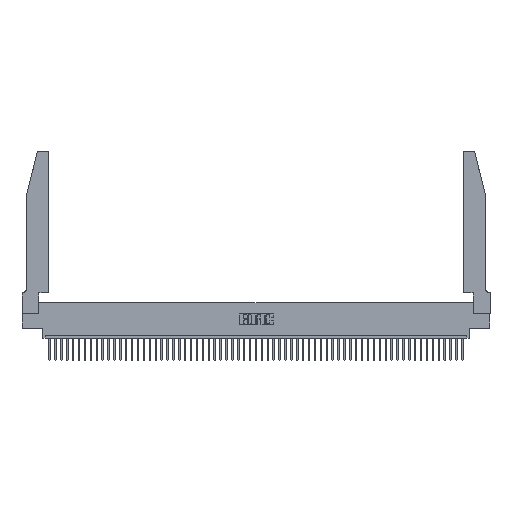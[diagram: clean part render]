
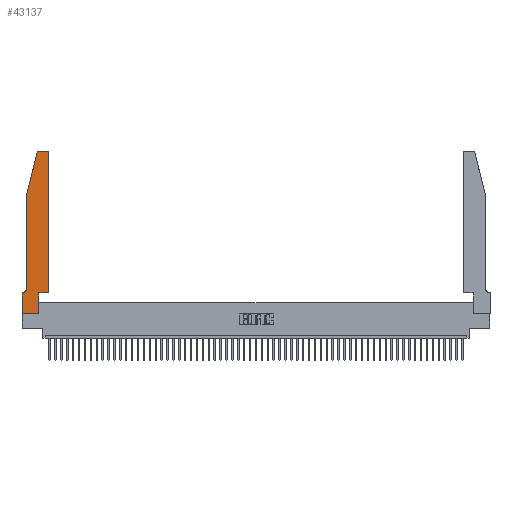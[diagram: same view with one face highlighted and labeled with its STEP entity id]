
A CAD part, top view. The second image highlights one B-rep face of the part: STEP entity #43137.
In plain terms, the highlighted planar face has unit normal (0, 0, 1).
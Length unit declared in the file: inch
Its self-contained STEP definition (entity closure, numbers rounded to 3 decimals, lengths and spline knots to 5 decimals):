
#157 = DIRECTION ( 'NONE',  ( 0., 0., 1. ) ) ;
#1031 = CARTESIAN_POINT ( 'NONE',  ( 0.4505, 2.72, 0.37 ) ) ;
#1781 = EDGE_CURVE ( 'NONE', #25104, #25968, #48966, .T. ) ;
#1818 = ORIENTED_EDGE ( 'NONE', *, *, #42617, .T. ) ;
#2085 = CIRCLE ( 'NONE', #52658, 0.03 ) ;
#2210 = VECTOR ( 'NONE', #25606, 39.37008 ) ;
#2362 = ORIENTED_EDGE ( 'NONE', *, *, #16863, .T. ) ;
#3189 = DIRECTION ( 'NONE',  ( 1., 0., 0. ) ) ;
#4669 = DIRECTION ( 'NONE',  ( 1., 0., 0. ) ) ;
#4869 = AXIS2_PLACEMENT_3D ( 'NONE', #53991, #25304, #4669 ) ;
#6321 = VECTOR ( 'NONE', #41370, 39.37008 ) ;
#6752 = DIRECTION ( 'NONE',  ( 1., 0., 0. ) ) ;
#6920 = CARTESIAN_POINT ( 'NONE',  ( 0., 0.35, 0.37 ) ) ;
#7165 = ORIENTED_EDGE ( 'NONE', *, *, #53456, .T. ) ;
#7475 = VECTOR ( 'NONE', #25818, 39.37008 ) ;
#7766 = LINE ( 'NONE', #53480, #6321 ) ;
#9271 = EDGE_CURVE ( 'NONE', #25968, #29637, #22270, .T. ) ;
#9459 = EDGE_CURVE ( 'NONE', #19159, #19282, #24379, .T. ) ;
#10622 = CARTESIAN_POINT ( 'NONE',  ( 0.2865, 0., 0.37 ) ) ;
#10636 = CARTESIAN_POINT ( 'NONE',  ( 0.0055, 0.42, 0.37 ) ) ;
#10689 = VECTOR ( 'NONE', #52059, 39.37008 ) ;
#10919 = CARTESIAN_POINT ( 'NONE',  ( 0.0755, 0.35, 0.37 ) ) ;
#12599 = EDGE_CURVE ( 'NONE', #20982, #24295, #26470, .T. ) ;
#12699 = LINE ( 'NONE', #50957, #47422 ) ;
#13162 = VECTOR ( 'NONE', #20874, 39.37008 ) ;
#14659 = CARTESIAN_POINT ( 'NONE',  ( 0.0055, 0.35, 0.37 ) ) ;
#14842 = DIRECTION ( 'NONE',  ( 0., 0., -1. ) ) ;
#15094 = DIRECTION ( 'NONE',  ( -1., 0., 0. ) ) ;
#16863 = EDGE_CURVE ( 'NONE', #36903, #20542, #7766, .T. ) ;
#17583 = EDGE_CURVE ( 'NONE', #20542, #25104, #27837, .T. ) ;
#18343 = VERTEX_POINT ( 'NONE', #28030 ) ;
#19159 = VERTEX_POINT ( 'NONE', #44320 ) ;
#19282 = VERTEX_POINT ( 'NONE', #40732 ) ;
#20461 = CARTESIAN_POINT ( 'NONE',  ( 0.2865, 0.35, 0.37 ) ) ;
#20542 = VERTEX_POINT ( 'NONE', #39635 ) ;
#20874 = DIRECTION ( 'NONE',  ( -0.239, -0.971, 0. ) ) ;
#20982 = VERTEX_POINT ( 'NONE', #36568 ) ;
#22270 = LINE ( 'NONE', #43595, #53976 ) ;
#22609 = VECTOR ( 'NONE', #15094, 39.37008 ) ;
#23292 = ORIENTED_EDGE ( 'NONE', *, *, #9271, .T. ) ;
#24077 = LINE ( 'NONE', #10919, #22609 ) ;
#24224 = CARTESIAN_POINT ( 'NONE',  ( 0.0755, 2., 0.37 ) ) ;
#24295 = VERTEX_POINT ( 'NONE', #14659 ) ;
#24379 = LINE ( 'NONE', #54178, #13162 ) ;
#25104 = VERTEX_POINT ( 'NONE', #10622 ) ;
#25159 = ORIENTED_EDGE ( 'NONE', *, *, #12599, .T. ) ;
#25304 = DIRECTION ( 'NONE',  ( 0., 0., 1. ) ) ;
#25606 = DIRECTION ( 'NONE',  ( 0., -1., 0. ) ) ;
#25614 = CIRCLE ( 'NONE', #4869, 0.03 ) ;
#25818 = DIRECTION ( 'NONE',  ( 0., 1., 0. ) ) ;
#25968 = VERTEX_POINT ( 'NONE', #20461 ) ;
#26470 = CIRCLE ( 'NONE', #35620, 0.07 ) ;
#27675 = CARTESIAN_POINT ( 'NONE',  ( 0.284, 2.75, 0.37 ) ) ;
#27837 = LINE ( 'NONE', #52093, #43519 ) ;
#27921 = DIRECTION ( 'NONE',  ( 1., 0., 0. ) ) ;
#28030 = CARTESIAN_POINT ( 'NONE',  ( 0.4205, 2.75, 0.37 ) ) ;
#28416 = DIRECTION ( 'NONE',  ( 0., 0., 1. ) ) ;
#29637 = VERTEX_POINT ( 'NONE', #32263 ) ;
#30078 = ORIENTED_EDGE ( 'NONE', *, *, #52974, .T. ) ;
#30404 = CARTESIAN_POINT ( 'NONE',  ( 0.4505, 0.35, 0.37 ) ) ;
#30927 = EDGE_CURVE ( 'NONE', #24295, #36903, #24077, .T. ) ;
#31271 = AXIS2_PLACEMENT_3D ( 'NONE', #6920, #28416, #3189 ) ;
#31600 = ORIENTED_EDGE ( 'NONE', *, *, #30927, .T. ) ;
#31681 = EDGE_CURVE ( 'NONE', #19282, #20982, #48266, .T. ) ;
#32263 = CARTESIAN_POINT ( 'NONE',  ( 0.4505, 0.35, 0.37 ) ) ;
#32999 = ORIENTED_EDGE ( 'NONE', *, *, #9459, .T. ) ;
#33872 = VERTEX_POINT ( 'NONE', #1031 ) ;
#33972 = CARTESIAN_POINT ( 'NONE',  ( 0.284, 2.72, 0.37 ) ) ;
#34215 = DIRECTION ( 'NONE',  ( -1., 0., 0. ) ) ;
#34600 = ORIENTED_EDGE ( 'NONE', *, *, #17583, .T. ) ;
#35620 = AXIS2_PLACEMENT_3D ( 'NONE', #10636, #14842, #44285 ) ;
#36568 = CARTESIAN_POINT ( 'NONE',  ( 0.0755, 0.42, 0.37 ) ) ;
#36903 = VERTEX_POINT ( 'NONE', #49344 ) ;
#37634 = EDGE_CURVE ( 'NONE', #29637, #33872, #48840, .T. ) ;
#38363 = DIRECTION ( 'NONE',  ( 1., 0., 0. ) ) ;
#39571 = FACE_OUTER_BOUND ( 'NONE', #43032, .T. ) ;
#39635 = CARTESIAN_POINT ( 'NONE',  ( 0., 0., 0.37 ) ) ;
#40732 = CARTESIAN_POINT ( 'NONE',  ( 0.0755, 2., 0.37 ) ) ;
#41370 = DIRECTION ( 'NONE',  ( 0., -1., 0. ) ) ;
#42617 = EDGE_CURVE ( 'NONE', #33872, #18343, #25614, .T. ) ;
#43032 = EDGE_LOOP ( 'NONE', ( #7165, #30078, #32999, #53152, #25159, #31600, #2362, #34600, #53902, #23292, #44959, #1818 ) ) ;
#43137 = ADVANCED_FACE ( 'NONE', ( #39571 ), #48961, .T. ) ;
#43519 = VECTOR ( 'NONE', #27921, 39.37008 ) ;
#43595 = CARTESIAN_POINT ( 'NONE',  ( 0.4505, 0.35, 0.37 ) ) ;
#44285 = DIRECTION ( 'NONE',  ( -1., 0., 0. ) ) ;
#44320 = CARTESIAN_POINT ( 'NONE',  ( 0.25487, 2.72718, 0.37 ) ) ;
#44959 = ORIENTED_EDGE ( 'NONE', *, *, #37634, .T. ) ;
#46394 = VERTEX_POINT ( 'NONE', #27675 ) ;
#47422 = VECTOR ( 'NONE', #34215, 39.37008 ) ;
#48266 = LINE ( 'NONE', #24224, #2210 ) ;
#48840 = LINE ( 'NONE', #30404, #10689 ) ;
#48961 = PLANE ( 'NONE',  #31271 ) ;
#48966 = LINE ( 'NONE', #51002, #7475 ) ;
#49344 = CARTESIAN_POINT ( 'NONE',  ( 0., 0.35, 0.37 ) ) ;
#50957 = CARTESIAN_POINT ( 'NONE',  ( 0.2605, 2.75, 0.37 ) ) ;
#51002 = CARTESIAN_POINT ( 'NONE',  ( 0.2865, 0.35, 0.37 ) ) ;
#52059 = DIRECTION ( 'NONE',  ( 0., 1., 0. ) ) ;
#52093 = CARTESIAN_POINT ( 'NONE',  ( 0., 0., 0.37 ) ) ;
#52658 = AXIS2_PLACEMENT_3D ( 'NONE', #33972, #157, #38363 ) ;
#52974 = EDGE_CURVE ( 'NONE', #46394, #19159, #2085, .T. ) ;
#53152 = ORIENTED_EDGE ( 'NONE', *, *, #31681, .T. ) ;
#53456 = EDGE_CURVE ( 'NONE', #18343, #46394, #12699, .T. ) ;
#53480 = CARTESIAN_POINT ( 'NONE',  ( 0., 0., 0.37 ) ) ;
#53902 = ORIENTED_EDGE ( 'NONE', *, *, #1781, .T. ) ;
#53976 = VECTOR ( 'NONE', #6752, 39.37008 ) ;
#53991 = CARTESIAN_POINT ( 'NONE',  ( 0.4205, 2.72, 0.37 ) ) ;
#54178 = CARTESIAN_POINT ( 'NONE',  ( 0.0755, 2., 0.37 ) ) ;
